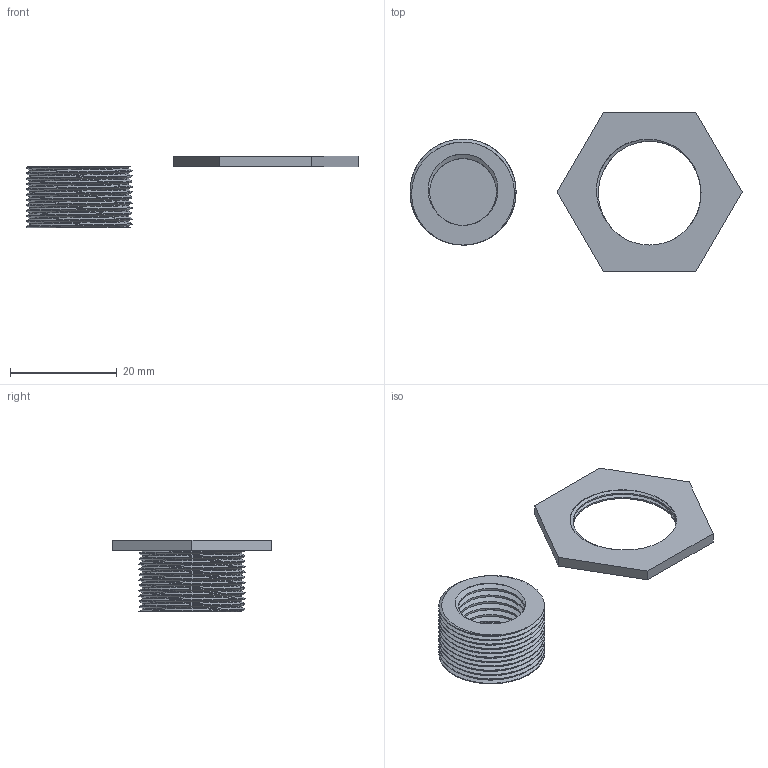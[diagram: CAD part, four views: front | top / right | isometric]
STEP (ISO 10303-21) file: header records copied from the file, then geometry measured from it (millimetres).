
FILE_DESCRIPTION(/* description */ (''),/* implementation_level */ '2;1');
FILE_NAME(/* name */ 'Armscrew for Solder Fume Extractor v2.step',/* time_stamp */ '2024-07-10T23:54:42+02:00',/* author */ (''),/* organization */ (''),/* preprocessor_version */ 'ST-DEVELOPER v20',/* originating_system */ 'Autodesk Translation Framework v13.14.0.145',/* authorisation */ '');
FILE_SCHEMA (('AUTOMOTIVE_DESIGN { 1 0 10303 214 3 1 1 }'));
Length unit declared in the file: millimetre
Products named in the file (1): Schrauben für Solder Fume Extractor v2
Bounding box: 62.26 x 30 x 13.5 mm (x, y, z)
Volume: 3145.3 mm3; surface area: 3660.1 mm2
Topology: 2 solids, 2 shells, 70 faces, 195 edges, 130 vertices
Faces by surface type: cylinder 47, bspline 12, plane 11
Full cylindrical faces by diameter (mm): 12.526 x5, 14.203 x5, 18.741 x10, 19.884 x11, 20.152 x1
Entity records: 8404 total; most frequent: CARTESIAN_POINT 6830, ORIENTED_EDGE 390, DIRECTION 205, EDGE_CURVE 195, VERTEX_POINT 130, B_SPLINE_CURVE_WITH_KNOTS 121, EDGE_LOOP 73, AXIS2_PLACEMENT_3D 72
